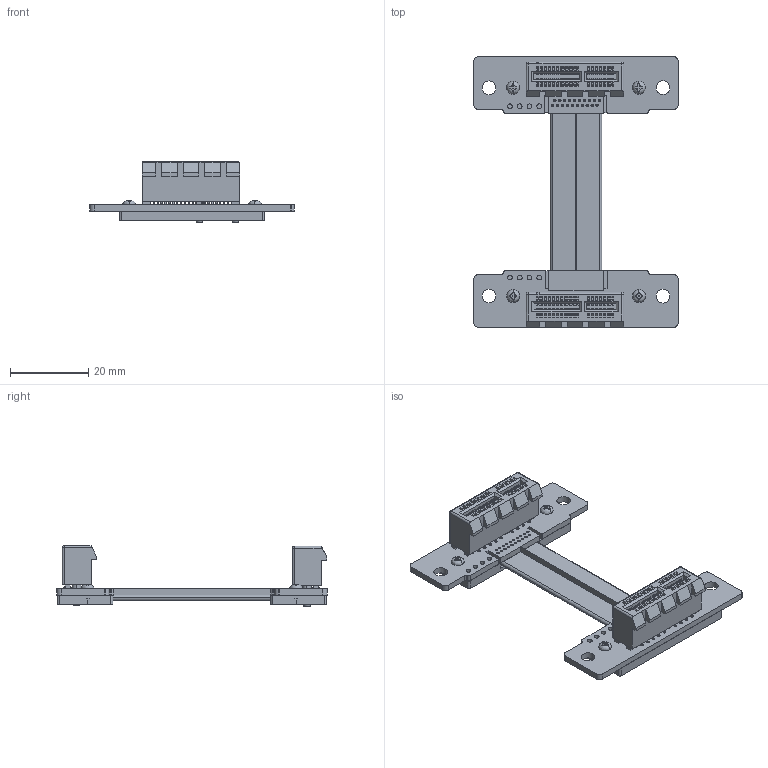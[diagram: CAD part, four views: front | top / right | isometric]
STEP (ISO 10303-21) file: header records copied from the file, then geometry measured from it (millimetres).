
FILE_DESCRIPTION(('Open CASCADE Model'),'2;1');
FILE_NAME('Open CASCADE Shape Model','2020-03-05T08:10:10',('Author'),( 'Open CASCADE'),'Open CASCADE STEP processor 6.8','Open CASCADE 6.8' ,'Unknown');
FILE_SCHEMA(('AUTOMOTIVE_DESIGN { 1 0 10303 214 1 1 1 1 }'));
Length unit declared in the file: millimetre
Products named in the file (13): PCB; Board; Open CASCADE STEP translator 6.8 3.1.1; Free-Models; Tape14x5_RGB0; TE_PCIe_Express_x1_(2.3mm_Pins)_RGB4404530; PCIe_Body_PCIe_x1; Pins_Internal_Pin_(Short); Pins_External_Pin_(Short); RP11R-PAD; Hexagon_nut_ISO_4032_(DIN_934)_-_M2_RGB9411503; G0033_RGB9411503; cable20-43-r
Assembly tree (55 placements, depth 4):
  PCB
    Board
      Open CASCADE STEP translator 6.8 3.1.1
    Free-Models
      Tape14x5_RGB0  x2
      TE_PCIe_Express_x1_(2.3mm_Pins)_RGB4404530  x2
        PCIe_Body_PCIe_x1
        Pins_Internal_Pin_(Short)
        Pins_External_Pin_(Short)
      RP11R-PAD  x2
      Hexagon_nut_ISO_4032_(DIN_934)_-_M2_RGB9411503  x4
      G0033_RGB9411503  x4
      cable20-43-r
Bounding box: 52.24 x 69.1 x 15.55 mm (x, y, z)
Volume: 7793.6 mm3; surface area: 17311.7 mm2
Topology: 128 solids, 128 shells, 3706 faces, 10238 edges, 6750 vertices
Faces by surface type: plane 2181, cylinder 1377, torus 80, cone 56, revolution 8, sphere 4
Full cylindrical faces by diameter (mm): 0.6 x40, 0.7 x72, 1.2 x8, 1.6 x70, 2 x8, 2.2 x8, 2.35 x4, 2.4 x4, 3.5 x4, 4.8 x4
Entity records: 41909 total; most frequent: CARTESIAN_POINT 6867, DIRECTION 6783, ORIENTED_EDGE 6508, EDGE_CURVE 3254, AXIS2_PLACEMENT_3D 2343, VERTEX_POINT 2117, LINE 2095, VECTOR 2095
